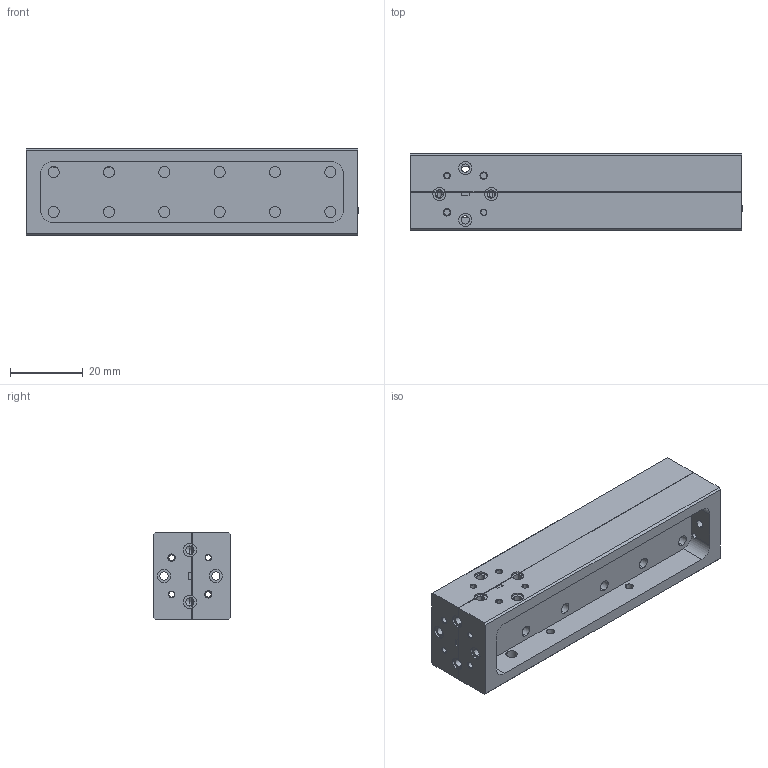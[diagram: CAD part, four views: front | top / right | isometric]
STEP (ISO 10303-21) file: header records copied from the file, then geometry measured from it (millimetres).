
FILE_DESCRIPTION (( 'STEP AP203' ), '1' );
FILE_NAME ('WD-SB-F.STEP', '2017-04-29T00:45:57', ( '' ), ( '' ), 'SwSTEP 2.0', 'SolidWorks 2013', '' );
FILE_SCHEMA (( 'CONFIG_CONTROL_DESIGN' ));
Length unit declared in the file: inch
Products named in the file (1): WD-SB-F
Bounding box: 91.44 x 21.06 x 24.13 mm (x, y, z)
Volume: 25670.5 mm3; surface area: 21528.1 mm2
Topology: 3 solids, 3 shells, 326 faces, 946 edges, 616 vertices
Faces by surface type: cylinder 176, plane 104, cone 46
Entity records: 11269 total; most frequent: CARTESIAN_POINT 2175, DIRECTION 1928, ORIENTED_EDGE 1876, EDGE_CURVE 938, AXIS2_PLACEMENT_3D 707, VERTEX_POINT 616, VECTOR 514, LINE 514
